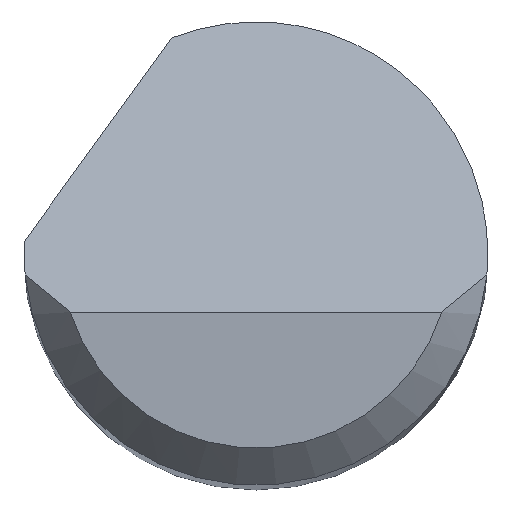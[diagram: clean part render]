
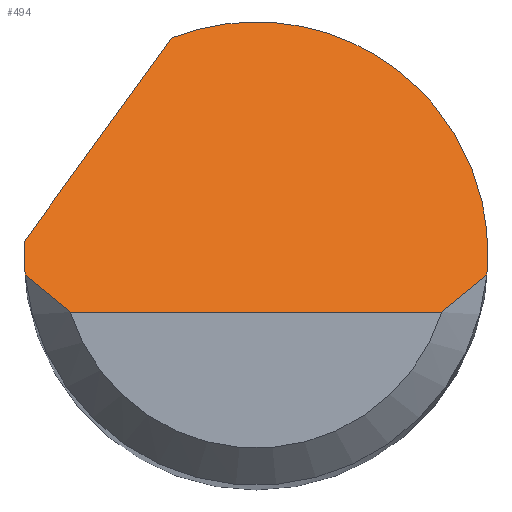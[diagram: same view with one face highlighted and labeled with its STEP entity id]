
A CAD part, top view. The second image highlights one B-rep face of the part: STEP entity #494.
In plain terms, the highlighted planar face has unit normal (0, 0.707, 0.707).
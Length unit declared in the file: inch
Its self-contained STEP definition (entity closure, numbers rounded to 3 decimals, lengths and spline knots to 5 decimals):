
#3 = CARTESIAN_POINT ( 'NONE',  ( -0.03394, 0.08739, 1.38886 ) ) ;
#6 = CARTESIAN_POINT ( 'NONE',  ( -0.11014, -0.01781, 1.49406 ) ) ;
#28 = ORIENTED_EDGE ( 'NONE', *, *, #367, .T. ) ;
#41 = B_SPLINE_CURVE_WITH_KNOTS ( 'NONE', 3,
 ( #1065, #1239, #949, #571 ),
 .UNSPECIFIED., .F., .F.,
 ( 4, 4 ),
 ( 0., 0.00071 ),
 .UNSPECIFIED. ) ;
#45 = CARTESIAN_POINT ( 'NONE',  ( -0.07508, -0.02375, 1.5 ) ) ;
#52 = LINE ( 'NONE', #1001, #145 ) ;
#69 =( BOUNDED_CURVE ( )  B_SPLINE_CURVE ( 3, ( #1114, #1128, #1122, #646 ),
 .UNSPECIFIED., .F., .T. ) 
 B_SPLINE_CURVE_WITH_KNOTS ( ( 4, 4 ),
 ( 4.61892, 4.71239 ),
 .UNSPECIFIED. ) 
 CURVE ( )  GEOMETRIC_REPRESENTATION_ITEM ( )  RATIONAL_B_SPLINE_CURVE ( ( 1., 0.999, 0.999, 1. ) ) 
 REPRESENTATION_ITEM ( '' )  );
#70 = CARTESIAN_POINT ( 'NONE',  ( 0.09334, -0.00875, 1.485 ) ) ;
#81 = CARTESIAN_POINT ( 'NONE',  ( -0.09362, 0.005, 1.47125 ) ) ;
#98 = DIRECTION ( 'NONE',  ( 0., -0.707, -0.707 ) ) ;
#104 = CARTESIAN_POINT ( 'NONE',  ( 0.07508, -0.02375, 1.5 ) ) ;
#145 = VECTOR ( 'NONE', #925, 39.37008 ) ;
#174 = CARTESIAN_POINT ( 'NONE',  ( 0.09334, -0.00875, 1.485 ) ) ;
#193 = CARTESIAN_POINT ( 'NONE',  ( 0.09334, -0.00875, 1.485 ) ) ;
#226 = EDGE_CURVE ( 'NONE', #1008, #1255, #497, .T. ) ;
#236 = VERTEX_POINT ( 'NONE', #81 ) ;
#245 = EDGE_CURVE ( 'NONE', #380, #236, #1165, .T. ) ;
#263 = FACE_OUTER_BOUND ( 'NONE', #705, .T. ) ;
#269 = CARTESIAN_POINT ( 'NONE',  ( -0.09375, -0.02375, 1.5 ) ) ;
#281 = CARTESIAN_POINT ( 'NONE',  ( -0.09362, 0.005, 1.47125 ) ) ;
#288 = CARTESIAN_POINT ( 'NONE',  ( -0.09375, 0.00167, 1.47458 ) ) ;
#300 = VERTEX_POINT ( 'NONE', #3 ) ;
#316 = DIRECTION ( 'NONE',  ( 0.456, 0.629, -0.629 ) ) ;
#367 = EDGE_CURVE ( 'NONE', #1275, #726, #41, .T. ) ;
#380 = VERTEX_POINT ( 'NONE', #1258 ) ;
#384 = CARTESIAN_POINT ( 'NONE',  ( 0.08761, -0.01397, 1.49022 ) ) ;
#395 = CARTESIAN_POINT ( 'NONE',  ( 0.07508, -0.02375, 1.5 ) ) ;
#429 = EDGE_CURVE ( 'NONE', #300, #499, #1038, .T. ) ;
#452 = CARTESIAN_POINT ( 'NONE',  ( 0.09375, 0.07266, 1.40359 ) ) ;
#470 = CARTESIAN_POINT ( 'NONE',  ( -0.09375, 0., 1.47625 ) ) ;
#488 = CARTESIAN_POINT ( 'NONE',  ( 0.08157, -0.019, 1.49525 ) ) ;
#494 = ADVANCED_FACE ( 'NONE', ( #263 ), #1145, .F. ) ;
#497 = B_SPLINE_CURVE_WITH_KNOTS ( 'NONE', 3,
 ( #395, #488, #384, #193 ),
 .UNSPECIFIED., .F., .F.,
 ( 4, 4 ),
 ( 0., 0.00071 ),
 .UNSPECIFIED. ) ;
#499 = VERTEX_POINT ( 'NONE', #1181 ) ;
#564 = CARTESIAN_POINT ( 'NONE',  ( 0.09375, 0., 1.47625 ) ) ;
#567 = CARTESIAN_POINT ( 'NONE',  ( -0.09334, -0.00875, 1.485 ) ) ;
#571 = CARTESIAN_POINT ( 'NONE',  ( -0.07508, -0.02375, 1.5 ) ) ;
#599 = LINE ( 'NONE', #6, #1102 ) ;
#617 = ORIENTED_EDGE ( 'NONE', *, *, #786, .T. ) ;
#622 = AXIS2_PLACEMENT_3D ( 'NONE', #269, #98, #1092 ) ;
#646 = CARTESIAN_POINT ( 'NONE',  ( -0.09375, 0., 1.47625 ) ) ;
#661 = CARTESIAN_POINT ( 'NONE',  ( 0.09375, 0., 1.47625 ) ) ;
#679 = ORIENTED_EDGE ( 'NONE', *, *, #952, .F. ) ;
#685 = ORIENTED_EDGE ( 'NONE', *, *, #1047, .F. ) ;
#703 = EDGE_CURVE ( 'NONE', #1275, #380, #69, .T. ) ;
#705 = EDGE_LOOP ( 'NONE', ( #617, #792, #679, #824, #685, #1076, #1232, #28 ) ) ;
#726 = VERTEX_POINT ( 'NONE', #45 ) ;
#786 = EDGE_CURVE ( 'NONE', #726, #1008, #52, .T. ) ;
#792 = ORIENTED_EDGE ( 'NONE', *, *, #226, .T. ) ;
#824 = ORIENTED_EDGE ( 'NONE', *, *, #429, .F. ) ;
#925 = DIRECTION ( 'NONE',  ( 1., 0., 0. ) ) ;
#949 = CARTESIAN_POINT ( 'NONE',  ( -0.08157, -0.019, 1.49525 ) ) ;
#952 = EDGE_CURVE ( 'NONE', #499, #1255, #992, .T. ) ;
#954 = CARTESIAN_POINT ( 'NONE',  ( 0.09375, -0.00292, 1.47917 ) ) ;
#963 = CARTESIAN_POINT ( 'NONE',  ( -0.09371, 0.00333, 1.47292 ) ) ;
#992 =( BOUNDED_CURVE ( )  B_SPLINE_CURVE ( 3, ( #564, #954, #1242, #174 ),
 .UNSPECIFIED., .F., .T. ) 
 B_SPLINE_CURVE_WITH_KNOTS ( ( 4, 4 ),
 ( 1.5708, 1.66427 ),
 .UNSPECIFIED. ) 
 CURVE ( )  GEOMETRIC_REPRESENTATION_ITEM ( )  RATIONAL_B_SPLINE_CURVE ( ( 1., 0.999, 0.999, 1. ) ) 
 REPRESENTATION_ITEM ( '' )  );
#1001 = CARTESIAN_POINT ( 'NONE',  ( 0., -0.02375, 1.5 ) ) ;
#1008 = VERTEX_POINT ( 'NONE', #104 ) ;
#1038 =( BOUNDED_CURVE ( )  B_SPLINE_CURVE ( 3, ( #1234, #1150, #452, #661 ),
 .UNSPECIFIED., .F., .T. ) 
 B_SPLINE_CURVE_WITH_KNOTS ( ( 4, 4 ),
 ( 5.91277, 7.85398 ),
 .UNSPECIFIED. ) 
 CURVE ( )  GEOMETRIC_REPRESENTATION_ITEM ( )  RATIONAL_B_SPLINE_CURVE ( ( 1., 0.71, 0.71, 1. ) ) 
 REPRESENTATION_ITEM ( '' )  );
#1047 = EDGE_CURVE ( 'NONE', #236, #300, #599, .T. ) ;
#1065 = CARTESIAN_POINT ( 'NONE',  ( -0.09334, -0.00875, 1.485 ) ) ;
#1076 = ORIENTED_EDGE ( 'NONE', *, *, #245, .F. ) ;
#1092 = DIRECTION ( 'NONE',  ( 0., 0.707, -0.707 ) ) ;
#1102 = VECTOR ( 'NONE', #316, 39.37008 ) ;
#1114 = CARTESIAN_POINT ( 'NONE',  ( -0.09334, -0.00875, 1.485 ) ) ;
#1122 = CARTESIAN_POINT ( 'NONE',  ( -0.09375, -0.00292, 1.47917 ) ) ;
#1128 = CARTESIAN_POINT ( 'NONE',  ( -0.09361, -0.00584, 1.48209 ) ) ;
#1145 = PLANE ( 'NONE',  #622 ) ;
#1150 = CARTESIAN_POINT ( 'NONE',  ( 0.03379, 0.11369, 1.36256 ) ) ;
#1165 =( BOUNDED_CURVE ( )  B_SPLINE_CURVE ( 3, ( #470, #288, #963, #281 ),
 .UNSPECIFIED., .F., .T. ) 
 B_SPLINE_CURVE_WITH_KNOTS ( ( 4, 4 ),
 ( 4.71239, 4.76575 ),
 .UNSPECIFIED. ) 
 CURVE ( )  GEOMETRIC_REPRESENTATION_ITEM ( )  RATIONAL_B_SPLINE_CURVE ( ( 1., 1., 1., 1. ) ) 
 REPRESENTATION_ITEM ( '' )  );
#1181 = CARTESIAN_POINT ( 'NONE',  ( 0.09375, 0., 1.47625 ) ) ;
#1232 = ORIENTED_EDGE ( 'NONE', *, *, #703, .F. ) ;
#1234 = CARTESIAN_POINT ( 'NONE',  ( -0.03394, 0.08739, 1.38886 ) ) ;
#1239 = CARTESIAN_POINT ( 'NONE',  ( -0.08761, -0.01397, 1.49022 ) ) ;
#1242 = CARTESIAN_POINT ( 'NONE',  ( 0.09361, -0.00584, 1.48209 ) ) ;
#1255 = VERTEX_POINT ( 'NONE', #70 ) ;
#1258 = CARTESIAN_POINT ( 'NONE',  ( -0.09375, 0., 1.47625 ) ) ;
#1275 = VERTEX_POINT ( 'NONE', #567 ) ;
